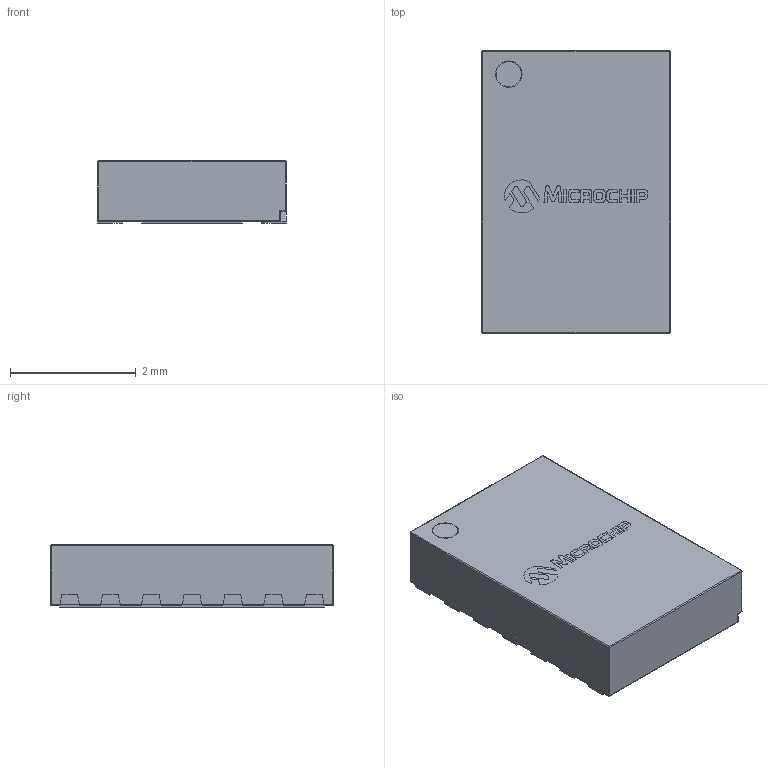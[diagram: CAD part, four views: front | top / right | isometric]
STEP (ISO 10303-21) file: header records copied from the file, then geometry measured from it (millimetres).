
FILE_DESCRIPTION(/* description */ (''),/* implementation_level */ '2;1');
FILE_NAME(/* name */ '14-VDFN (4.5x3).stp',/* time_stamp */ '2021-02-16T19:34:10-04:00',/* author */ ('Julio Mora'),/* organization */ (''),/* preprocessor_version */ 'ST-DEVELOPER v18.1',/* originating_system */ 'Autodesk Inventor 2021',/* authorisation */ '');
FILE_SCHEMA (('AUTOMOTIVE_DESIGN { 1 0 10303 214 3 1 1 }'));
Length unit declared in the file: inch
Products named in the file (6): 14-VDFN (4.5x3); Body; Pads; Pin 1; M logo; Microchip
Assembly tree (5 placements, depth 2):
  14-VDFN (4.5x3)
    Body
    Pads
    Pin 1
    M logo
    Microchip
Bounding box: 3.01 x 4.5 x 1 mm (x, y, z)
Volume: 13.4 mm3; surface area: 61.6 mm2
Topology: 27 solids, 27 shells, 342 faces, 803 edges, 516 vertices
Faces by surface type: plane 247, bspline 51, cylinder 33, sphere 10, torus 1
Full cylindrical faces by diameter (mm): 0.4 x1
Entity records: 10300 total; most frequent: CARTESIAN_POINT 2295, ORIENTED_EDGE 1606, DIRECTION 1394, EDGE_CURVE 803, LINE 632, VECTOR 632, VERTEX_POINT 516, AXIS2_PLACEMENT_3D 381
